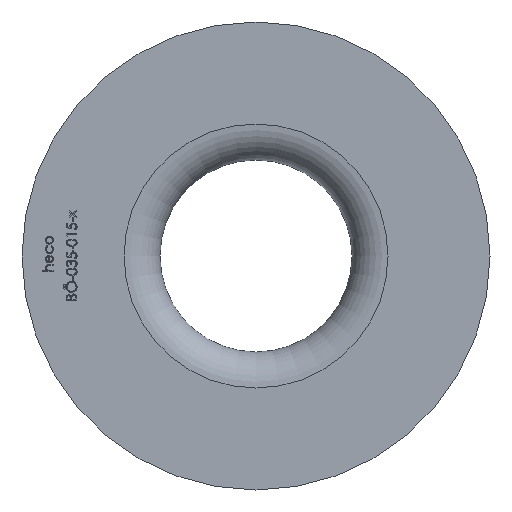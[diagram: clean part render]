
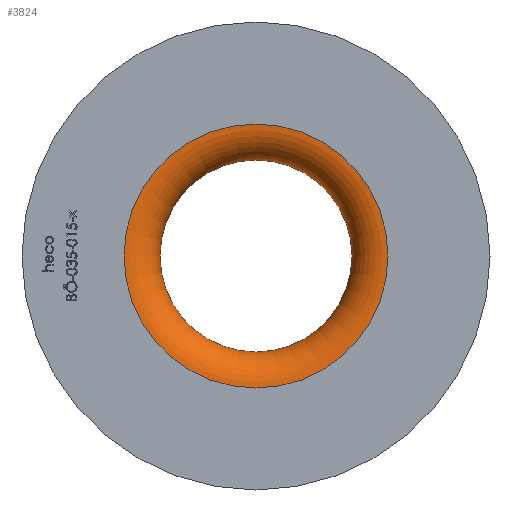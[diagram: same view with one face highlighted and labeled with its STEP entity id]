
A CAD part, left-side view. The second image highlights one B-rep face of the part: STEP entity #3824.
In plain terms, the highlighted toroidal (fillet/blend) face has major radius 22 mm and minor radius 6 mm.
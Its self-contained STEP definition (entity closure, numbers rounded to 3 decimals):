
#22 = CARTESIAN_POINT ( 'NONE',  ( 6., 0., 0. ) ) ;
#1883 = DIRECTION ( 'NONE',  ( 0., 0., 1. ) ) ;
#2417 = FACE_OUTER_BOUND ( 'NONE', #8494, .T. ) ;
#2766 = ORIENTED_EDGE ( 'NONE', *, *, #8723, .T. ) ;
#2884 = CARTESIAN_POINT ( 'NONE',  ( 6., 0., 16. ) ) ;
#3824 = ADVANCED_FACE ( 'NONE', ( #2417, #7223 ), #14305, .T. ) ;
#4868 = DIRECTION ( 'NONE',  ( 0., 0., 1. ) ) ;
#4931 = DIRECTION ( 'NONE',  ( -1., 0., 0. ) ) ;
#7149 = DIRECTION ( 'NONE',  ( 0., 0., 1. ) ) ;
#7223 = FACE_OUTER_BOUND ( 'NONE', #13367, .T. ) ;
#7843 = VERTEX_POINT ( 'NONE', #2884 ) ;
#7929 = AXIS2_PLACEMENT_3D ( 'NONE', #9411, #4931, #4868 ) ;
#8190 = CIRCLE ( 'NONE', #7929, 16. ) ;
#8238 = DIRECTION ( 'NONE',  ( -1., 0., 0. ) ) ;
#8494 = EDGE_LOOP ( 'NONE', ( #11039 ) ) ;
#8723 = EDGE_CURVE ( 'NONE', #9001, #9001, #14721, .T. ) ;
#9001 = VERTEX_POINT ( 'NONE', #13506 ) ;
#9411 = CARTESIAN_POINT ( 'NONE',  ( 6., 0., 0. ) ) ;
#11039 = ORIENTED_EDGE ( 'NONE', *, *, #13277, .F. ) ;
#11333 = CARTESIAN_POINT ( 'NONE',  ( 0., 0., 0. ) ) ;
#12500 = AXIS2_PLACEMENT_3D ( 'NONE', #11333, #13860, #1883 ) ;
#13277 = EDGE_CURVE ( 'NONE', #7843, #7843, #8190, .T. ) ;
#13367 = EDGE_LOOP ( 'NONE', ( #2766 ) ) ;
#13506 = CARTESIAN_POINT ( 'NONE',  ( 0., 0., 22. ) ) ;
#13860 = DIRECTION ( 'NONE',  ( -1., 0., 0. ) ) ;
#14305 = TOROIDAL_SURFACE ( 'NONE', #14544, 22., 6. ) ;
#14544 = AXIS2_PLACEMENT_3D ( 'NONE', #22, #8238, #7149 ) ;
#14721 = CIRCLE ( 'NONE', #12500, 22. ) ;
